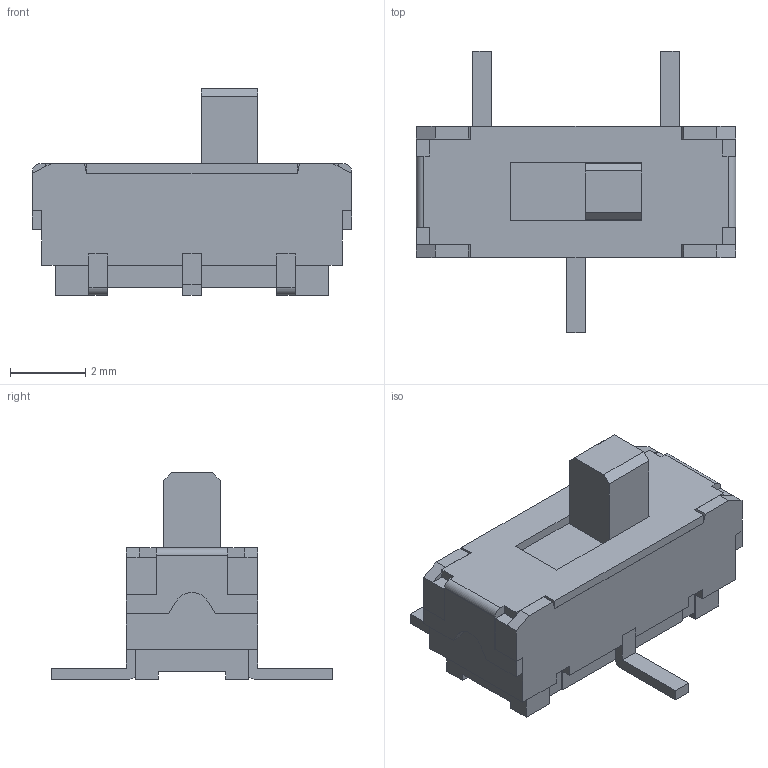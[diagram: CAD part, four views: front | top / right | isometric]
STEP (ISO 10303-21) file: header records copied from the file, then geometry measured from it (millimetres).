
FILE_DESCRIPTION (( 'STEP AP214' ), '1' );
FILE_NAME ('JS102011SCQN.STEP', '2021-11-17T12:09:57', ( '' ), ( '' ), 'SwSTEP 2.0', 'SolidWorks 2018', '' );
FILE_SCHEMA (( 'AUTOMOTIVE_DESIGN' ));
Length unit declared in the file: millimetre
Products named in the file (2): JS102011SCQN
Bounding box: 8.5 x 7.5 x 5.5 mm (x, y, z)
Volume: 96.2 mm3; surface area: 216.8 mm2
Topology: 4 solids, 4 shells, 176 faces, 491 edges, 322 vertices
Faces by surface type: plane 169, cylinder 7
Entity records: 7519 total; most frequent: CARTESIAN_POINT 991, ORIENTED_EDGE 982, DIRECTION 861, EDGE_CURVE 491, LINE 477, VECTOR 477, VERTEX_POINT 322, AXIS2_PLACEMENT_3D 192
